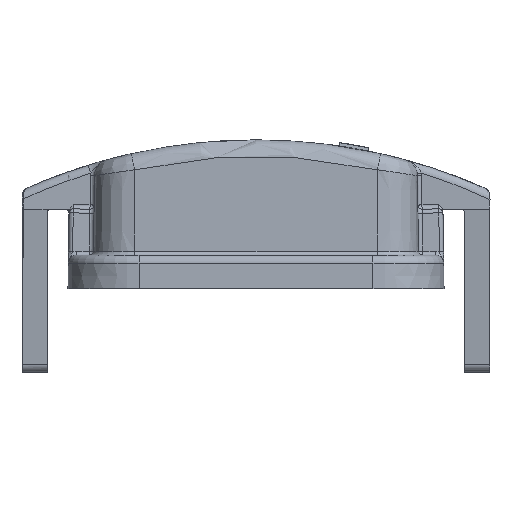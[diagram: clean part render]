
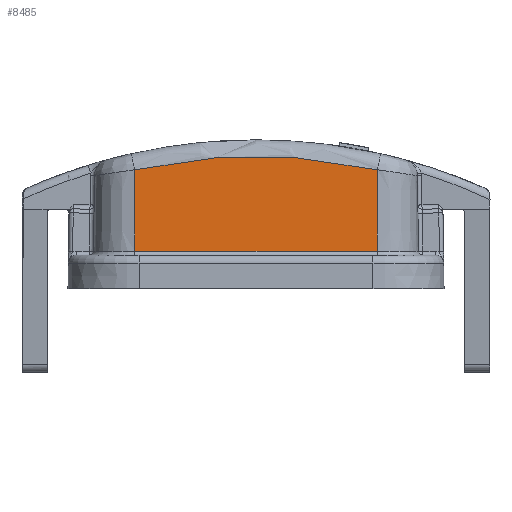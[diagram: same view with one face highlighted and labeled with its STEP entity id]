
A CAD part, front view. The second image highlights one B-rep face of the part: STEP entity #8485.
In plain terms, the highlighted planar face has unit normal (0, -1, 0.014).
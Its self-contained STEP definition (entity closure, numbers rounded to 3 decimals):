
#1221=CARTESIAN_POINT('',(-28.427,34.879,14.283));
#1232=DIRECTION('',(0.,0.014,1.));
#1233=VECTOR('',#1232,9.768);
#1234=CARTESIAN_POINT('',(-28.427,34.742,4.515));
#1235=LINE('',#1234,#1233);
#1255=DIRECTION('',(1.,0.,0.));
#1256=VECTOR('',#1255,29.145);
#1257=CARTESIAN_POINT('',(-57.572,34.742,4.515));
#1258=LINE('',#1257,#1256);
#1274=DIRECTION('',(0.,-0.014,-1.));
#1275=VECTOR('',#1274,9.768);
#1276=CARTESIAN_POINT('',(-57.572,34.879,14.283));
#1277=LINE('',#1276,#1275);
#1282=CARTESIAN_POINT('',(-43.,33.977,
-50.26));
#1283=DIRECTION('',(0.,1.,-0.014));
#1284=DIRECTION('',(-0.22,0.014,0.975));
#1285=AXIS2_PLACEMENT_3D('',#1282,#1283,#1284);
#6078=VERTEX_POINT('',#1221);
#6079=CARTESIAN_POINT('',(-28.427,34.742,4.515));
#6080=VERTEX_POINT('',#6079);
#6081=CARTESIAN_POINT('',(-57.572,34.742,4.515));
#6082=VERTEX_POINT('',#6081);
#6083=CARTESIAN_POINT('',(-57.572,34.879,14.283));
#6084=VERTEX_POINT('',#6083);
#8473=CARTESIAN_POINT('',(-59.657,34.679,0.));
#8474=DIRECTION('',(0.,-1.,0.014));
#8475=DIRECTION('',(1.,0.,0.));
#8476=AXIS2_PLACEMENT_3D('',#8473,#8474,#8475);
#8477=PLANE('',#8476);
#8478=ORIENTED_EDGE('',*,*,#8413,.F.);
#8479=ORIENTED_EDGE('',*,*,#8441,.F.);
#8480=ORIENTED_EDGE('',*,*,#8464,.F.);
#8482=ORIENTED_EDGE('',*,*,#8481,.T.);
#8483=EDGE_LOOP('',(#8478,#8479,#8480,#8482));
#8484=FACE_OUTER_BOUND('',#8483,.F.);
#1286=CIRCLE('',#1285,66.174);
#8413=EDGE_CURVE('',#6080,#6078,#1235,.T.);
#8441=EDGE_CURVE('',#6082,#6080,#1258,.T.);
#8464=EDGE_CURVE('',#6084,#6082,#1277,.T.);
#8481=EDGE_CURVE('',#6084,#6078,#1286,.T.);
#8485=ADVANCED_FACE('',(#8484),#8477,.T.);
